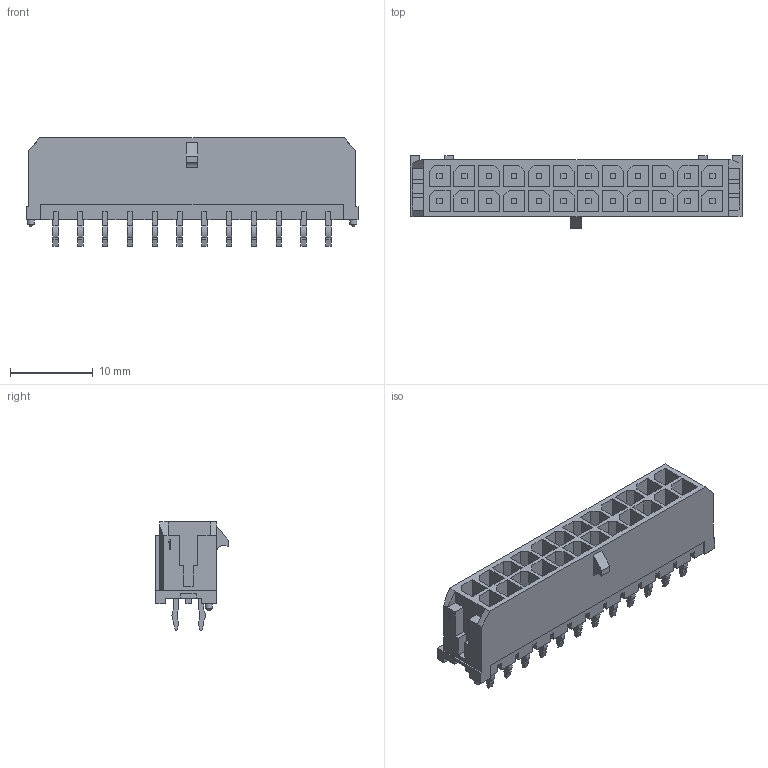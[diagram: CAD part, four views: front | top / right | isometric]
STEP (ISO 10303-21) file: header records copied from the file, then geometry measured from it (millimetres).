
FILE_DESCRIPTION(/* description */ (''),/* implementation_level */ '2;1');
FILE_NAME(/* name */ '430452412.step',/* time_stamp */ '2020-03-24T13:16:14-04:00',/* author */ (''),/* organization */ (''),/* preprocessor_version */ 'ST-DEVELOPER v18',/* originating_system */ 'Autodesk Translation Framework v8.12.0.6',/* authorisation */ '');
FILE_SCHEMA (('AUTOMOTIVE_DESIGN { 1 0 10303 214 3 1 1 }'));
Length unit declared in the file: millimetre
Products named in the file (1): 430452412
Bounding box: 40.15 x 8.77 x 13.09 mm (x, y, z)
Volume: 1590.5 mm3; surface area: 3686.5 mm2
Topology: 1 solids, 1 shells, 882 faces, 2473 edges, 1647 vertices
Faces by surface type: plane 829, cylinder 51, cone 2
Full cylindrical faces by diameter (mm): 0.86 x2
Entity records: 28317 total; most frequent: CARTESIAN_POINT 5003, ORIENTED_EDGE 4946, DIRECTION 4348, EDGE_CURVE 2473, LINE 2364, VECTOR 2364, VERTEX_POINT 1647, AXIS2_PLACEMENT_3D 992
